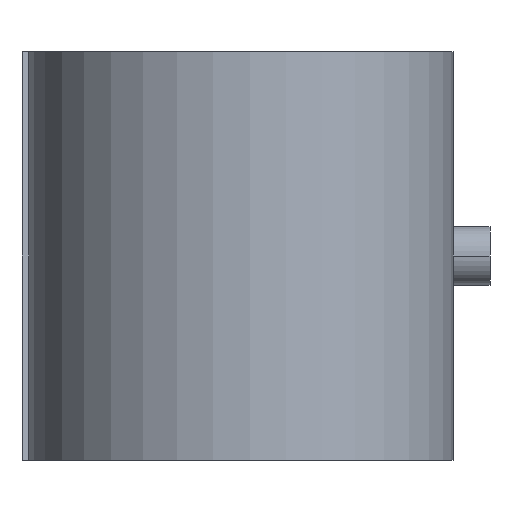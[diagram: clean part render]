
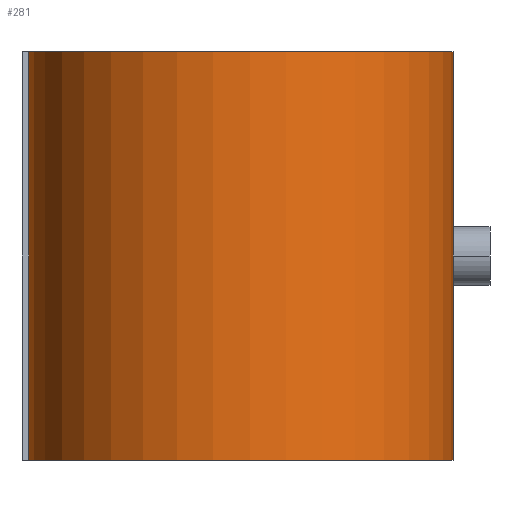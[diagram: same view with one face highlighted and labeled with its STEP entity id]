
A CAD part, front view. The second image highlights one B-rep face of the part: STEP entity #281.
In plain terms, the highlighted cylindrical face has radius 116.767 mm (diameter 233.533 mm), a partial arc.
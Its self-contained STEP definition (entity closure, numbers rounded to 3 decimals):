
#239 = EDGE_CURVE( '', #323, #319, #682, .T. );
#241 = VERTEX_POINT( '', #684 );
#281 = ADVANCED_FACE( '', ( #725 ), #726, .T. );
#319 = VERTEX_POINT( '', #767 );
#323 = VERTEX_POINT( '', #771 );
#429 = VERTEX_POINT( '', #892 );
#459 = EDGE_CURVE( '', #323, #429, #926, .T. );
#627 = EDGE_CURVE( '', #241, #429, #1113, .T. );
#641 = EDGE_CURVE( '', #319, #241, #1127, .T. );
#682 = LINE( '', #1160, #1161 );
#684 = CARTESIAN_POINT( '', ( 116.668, 4.8, -112.5 ) );
#725 = FACE_OUTER_BOUND( '', #1238, .T. );
#726 = CYLINDRICAL_SURFACE( '', #1239, 116.767 );
#767 = CARTESIAN_POINT( '', ( -116.668, -4.8, -112.5 ) );
#771 = CARTESIAN_POINT( '', ( -116.668, -4.8, 112.5 ) );
#892 = CARTESIAN_POINT( '', ( 116.668, 4.8, 112.5 ) );
#926 = CIRCLE( '', #1809, 116.767 );
#1113 = LINE( '', #2164, #2165 );
#1127 = CIRCLE( '', #2186, 116.767 );
#1160 = CARTESIAN_POINT( '', ( -116.668, -4.8, 112.5 ) );
#1161 = VECTOR( '', #2240, 1. );
#1238 = EDGE_LOOP( '', ( #2270, #2271, #2272, #2273 ) );
#1239 = AXIS2_PLACEMENT_3D( '', #2274, #2275, #2276 );
#1809 = AXIS2_PLACEMENT_3D( '', #2538, #2539, #2540 );
#2164 = CARTESIAN_POINT( '', ( 116.668, 4.8, 112.5 ) );
#2165 = VECTOR( '', #2757, 1. );
#2186 = AXIS2_PLACEMENT_3D( '', #2761, #2762, #2763 );
#2240 = DIRECTION( '', ( 0., 0., -1. ) );
#2270 = ORIENTED_EDGE( '', *, *, #627, .T. );
#2271 = ORIENTED_EDGE( '', *, *, #459, .F. );
#2272 = ORIENTED_EDGE( '', *, *, #239, .T. );
#2273 = ORIENTED_EDGE( '', *, *, #641, .T. );
#2274 = CARTESIAN_POINT( '', ( 0., 0., 112.5 ) );
#2275 = DIRECTION( '', ( 0., 0., 1. ) );
#2276 = DIRECTION( '', ( -0.999, -0.041, 0. ) );
#2538 = CARTESIAN_POINT( '', ( 0., 0., 112.5 ) );
#2539 = DIRECTION( '', ( 0., 0., 1. ) );
#2540 = DIRECTION( '', ( -0.999, -0.041, 0. ) );
#2757 = DIRECTION( '', ( 0., 0., 1. ) );
#2761 = CARTESIAN_POINT( '', ( 0., 0., -112.5 ) );
#2762 = DIRECTION( '', ( 0., 0., 1. ) );
#2763 = DIRECTION( '', ( -0.999, -0.041, 0. ) );
